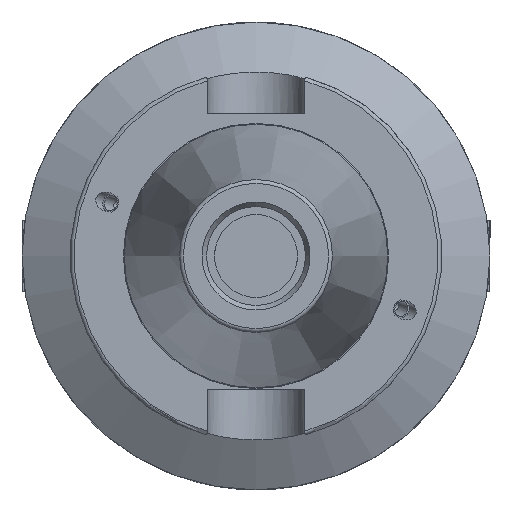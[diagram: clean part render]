
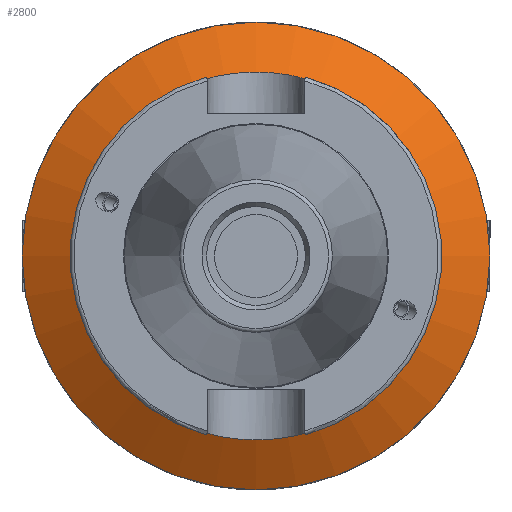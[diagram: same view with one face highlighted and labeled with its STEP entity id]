
A CAD part, left-side view. The second image highlights one B-rep face of the part: STEP entity #2800.
In plain terms, the highlighted conical face has half-angle 60 degrees and reference radius 55.344 mm.
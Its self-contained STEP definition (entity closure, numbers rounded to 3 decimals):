
#598=CONICAL_SURFACE('',#3126,55.344,1.047);
#648=CIRCLE('',#3095,61.975);
#657=CIRCLE('',#3112,48.713);
#805=FACE_OUTER_BOUND('',#951,.T.);
#951=EDGE_LOOP('',(#2105,#2106,#2107,#2108));
#1132=LINE('',#4497,#1291);
#1291=VECTOR('',#3548,55.344);
#1429=VERTEX_POINT('',#4299);
#1445=VERTEX_POINT('',#4363);
#1670=EDGE_CURVE('',#1429,#1429,#648,.T.);
#1692=EDGE_CURVE('',#1445,#1445,#657,.T.);
#1717=EDGE_CURVE('',#1429,#1445,#1132,.T.);
#2105=ORIENTED_EDGE('',*,*,#1670,.F.);
#2106=ORIENTED_EDGE('',*,*,#1717,.T.);
#2107=ORIENTED_EDGE('',*,*,#1692,.T.);
#2108=ORIENTED_EDGE('',*,*,#1717,.F.);
#2800=ADVANCED_FACE('',(#805),#598,.T.);
#3095=AXIS2_PLACEMENT_3D('',#4301,#3462,#3463);
#3112=AXIS2_PLACEMENT_3D('',#4364,#3508,#3509);
#3126=AXIS2_PLACEMENT_3D('',#4496,#3546,#3547);
#3462=DIRECTION('center_axis',(1.,0.,0.));
#3463=DIRECTION('ref_axis',(0.,0.,-1.));
#3508=DIRECTION('center_axis',(1.,0.,0.));
#3509=DIRECTION('ref_axis',(0.,0.,-1.));
#3546=DIRECTION('center_axis',(1.,0.,0.));
#3547=DIRECTION('ref_axis',(0.,1.,0.));
#3548=DIRECTION('',(-0.5,0.866,0.));
#4299=CARTESIAN_POINT('',(42.657,-61.975,0.));
#4301=CARTESIAN_POINT('Origin',(42.657,0.,0.));
#4363=CARTESIAN_POINT('',(35.,-48.713,0.));
#4364=CARTESIAN_POINT('Origin',(35.,0.,0.));
#4496=CARTESIAN_POINT('Origin',(38.829,0.,0.));
#4497=CARTESIAN_POINT('',(38.829,-55.344,0.));
